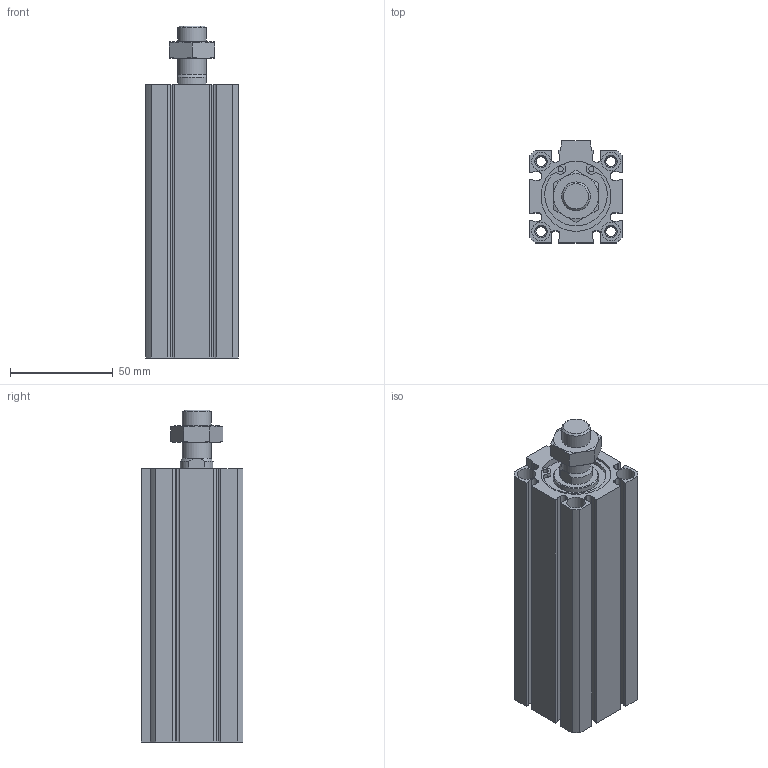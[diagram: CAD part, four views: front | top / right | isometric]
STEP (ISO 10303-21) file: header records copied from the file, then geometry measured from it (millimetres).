
FILE_DESCRIPTION( ( 'STEP AP203' ), '1' );
FILE_NAME( 'MCJQ-11-32-100M-0-G.stp', '2021-11-15T19:09:04', ( 'License CC BY-ND 4.0' ), ( 'CADENAS' ), ' ', 'PARTsolutions', ' ' );
FILE_SCHEMA( ( 'CONFIG_CONTROL_DESIGN' ) );
Length unit declared in the file: millimetre
Products named in the file (4): MCJQ-11-32-100M-0-G; _MCJQ-11-32-100M_(0_b); _MCJQ-11-32-100M-G0_(0_r); _MCJQ-32-M14 x 1.5_n
Assembly tree (3 placements, depth 2):
  MCJQ-11-32-100M-0-G
    _MCJQ-11-32-100M_(0_b)
    _MCJQ-11-32-100M-G0_(0_r)
    _MCJQ-32-M14 x 1.5_n
Bounding box: 45 x 49.5 x 161.5 mm (x, y, z)
Volume: 181232.5 mm3; surface area: 75328.5 mm2
Topology: 3 solids, 3 shells, 203 faces, 488 edges, 315 vertices
Faces by surface type: plane 115, cylinder 56, cone 32
Full cylindrical faces by diameter (mm): 2.5 x2, 4.917 x8, 5.5 x4, 9 x8, 12.376 x1, 14 x1, 16 x2, 22 x1, 29.8 x1, 32 x2, 34 x1
Entity records: 5873 total; most frequent: CARTESIAN_POINT 1119, DIRECTION 968, ORIENTED_EDGE 870, EDGE_CURVE 435, AXIS2_PLACEMENT_3D 354, VERTEX_POINT 313, EDGE_LOOP 286, LINE 260
